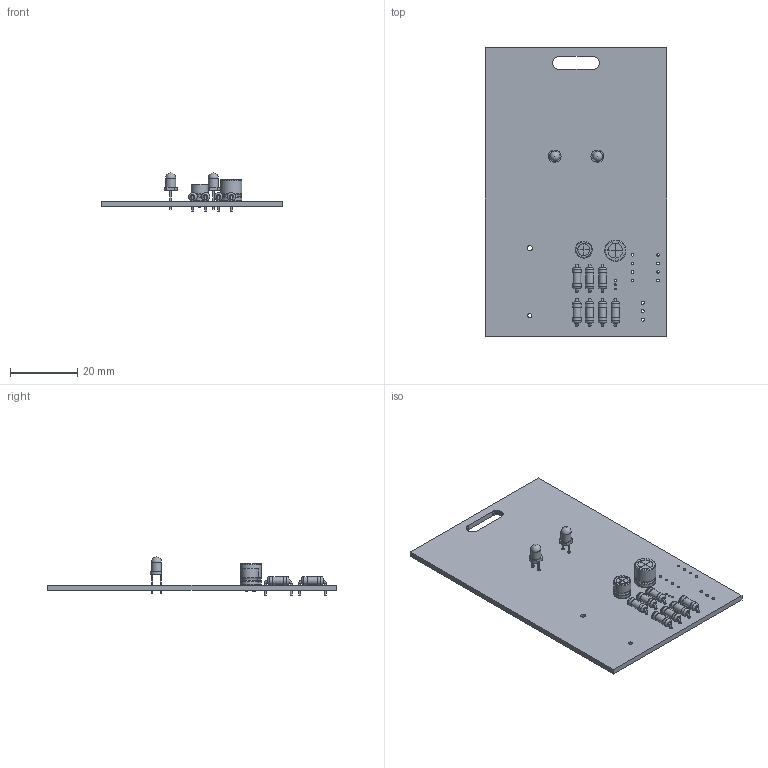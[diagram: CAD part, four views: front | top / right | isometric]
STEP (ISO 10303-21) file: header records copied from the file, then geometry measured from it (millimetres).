
FILE_DESCRIPTION(('KiCad electronic assembly'),'2;1');
FILE_NAME('555Badge.step','2024-06-13T22:27:03',('Pcbnew'),('Kicad'), 'Open CASCADE STEP processor 7.7','KiCad to STEP converter','Unknown' );
FILE_SCHEMA(('AUTOMOTIVE_DESIGN { 1 0 10303 214 1 1 1 1 }'));
Length unit declared in the file: millimetre
Products named in the file (10): 555Badge 1; CP_Radial_D5.0mm_P2.00mm; SOLID; R_Axial_DIN0207_L6.3mm_D2.5mm_P7.62mm_Horizontal; CP_Radial_D6.3mm_P2.50mm; LED_D3.0mm; 555Badge PCB
Assembly tree (16 placements, depth 3):
  555Badge 1
    CP_Radial_D5.0mm_P2.00mm
      SOLID
    R_Axial_DIN0207_L6.3mm_D2.5mm_P7.62mm_Horizontal  x7
      SOLID
    CP_Radial_D6.3mm_P2.50mm
      SOLID
    LED_D3.0mm  x2
      SOLID
    555Badge PCB
Bounding box: 53.85 x 85.6 x 11.3 mm (x, y, z)
Volume: 7827.2 mm3; surface area: 10775 mm2
Topology: 12 solids, 14 shells, 322 faces, 722 edges, 463 vertices
Faces by surface type: plane 166, cylinder 103, torus 32, bspline 10, revolution 9, sphere 2
Full cylindrical faces by diameter (mm): 0.5 x4, 0.55 x3, 0.6 x14, 0.762 x8, 0.8 x18, 0.9 x7, 1.17 x1, 1.5 x1, 2.25 x7, 2.5 x14, 3 x2
Entity records: 18192 total; most frequent: CARTESIAN_POINT 6015, DIRECTION 2079, LINE 1199, VECTOR 1199, ORIENTED_EDGE 1096, PCURVE 1096, DEFINITIONAL_REPRESENTATION 1096, EDGE_CURVE 548
